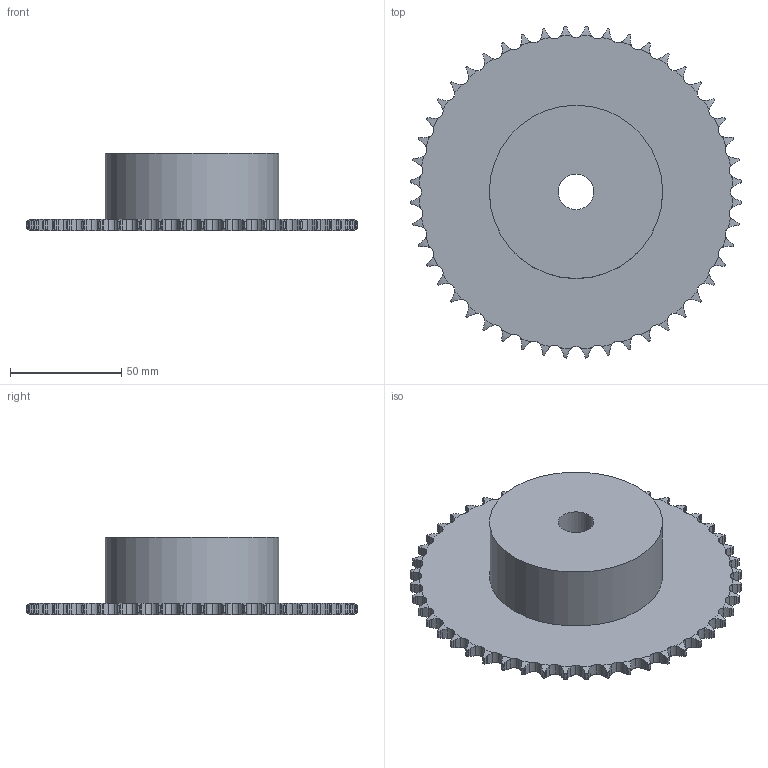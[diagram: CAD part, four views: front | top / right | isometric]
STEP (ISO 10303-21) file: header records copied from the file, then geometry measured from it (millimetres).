
FILE_DESCRIPTION(('FreeCAD Model'),'2;1');
FILE_NAME('Open CASCADE Shape Model','2021-05-16T10:18:36',('FreeCAD'),( 'FreeCAD'),'Open CASCADE STEP processor 7.4','FreeCAD','Unknown');
FILE_SCHEMA(('AUTOMOTIVE_DESIGN { 1 0 10303 214 1 1 1 1 }'));
Products named in the file (1): Open CASCADE STEP translator 7.4 37
Bounding box: 149.44 x 149.44 x 35 mm (x, y, z)
Volume: 219582.1 mm3; surface area: 44271.2 mm2
Topology: 1 solids, 1 shells, 534 faces, 1591 edges, 1061 vertices
Faces by surface type: cylinder 338, plane 100, torus 96
Full cylindrical faces by diameter (mm): 16 x1, 78 x1
Entity records: 48295 total; most frequent: CARTESIAN_POINT 21510, DIRECTION 3639, ORIENTED_EDGE 3182, PCURVE 3182, DEFINITIONAL_REPRESENTATION 3182, B_SPLINE_CURVE_WITH_KNOTS 2304, LINE 1786, VECTOR 1786
